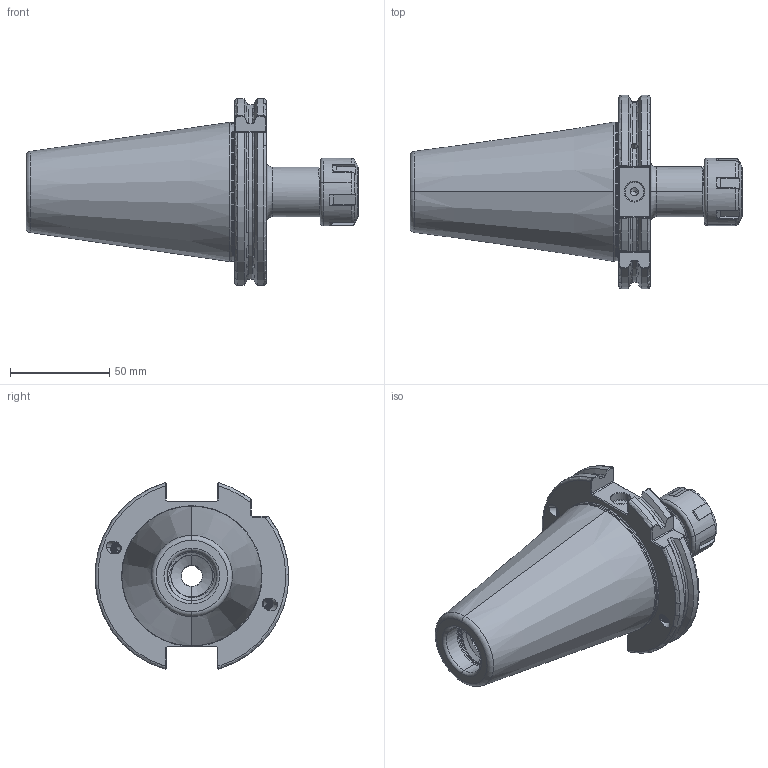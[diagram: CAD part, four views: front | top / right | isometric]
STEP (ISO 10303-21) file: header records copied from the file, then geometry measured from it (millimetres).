
FILE_DESCRIPTION (( 'STEP AP203' ), '1' );
FILE_NAME ('503.02.13.STEP', '2016-07-16T03:51:29', ( '' ), ( '' ), 'SwSTEP 2.0', 'SolidWorks 2012', '' );
FILE_SCHEMA (( 'CONFIG_CONTROL_DESIGN' ));
Length unit declared in the file: millimetre
Products named in the file (3): 503.02.13; 2-01.100.0200190C7_ER20螺帽(六溝)
Assembly tree (2 placements, depth 2):
  503.02.13
    503.02.13
    2-01.100.0200190C7_ER20螺帽(六溝)
Bounding box: 166.95 x 97.33 x 93.81 mm (x, y, z)
Volume: 347227 mm3; surface area: 57726.7 mm2
Topology: 2 solids, 2 shells, 442 faces, 1188 edges, 740 vertices
Faces by surface type: cylinder 178, plane 102, bspline 66, torus 57, cone 39
Entity records: 32127 total; most frequent: CARTESIAN_POINT 22247, ORIENTED_EDGE 2348, DIRECTION 1602, EDGE_CURVE 1174, VERTEX_POINT 740, AXIS2_PLACEMENT_3D 614, EDGE_LOOP 458, FACE_OUTER_BOUND 442
